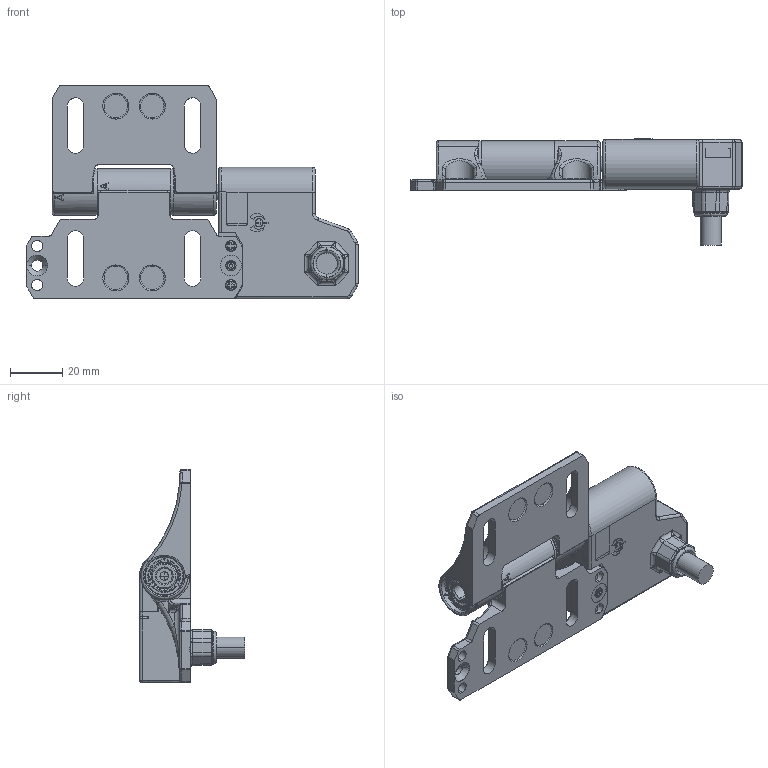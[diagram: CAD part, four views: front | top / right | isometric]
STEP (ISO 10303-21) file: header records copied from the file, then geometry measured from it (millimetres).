
FILE_DESCRIPTION((''),'2;1');
FILE_NAME('210923_ASM','2019-03-15T09:35:36',('pdmadmin'),('BANNER ENGINEERING'),'CREO PARAMETRIC BY PTC INC, 2018300','CREO PARAMETRIC BY PTC INC, 2018300','');
FILE_SCHEMA(('CONFIG_CONTROL_DESIGN'));
Length unit declared in the file: millimetre
Products named in the file (4): 807131_PART_1; 807131_PART_2; 807131_ASM; 210923_ASM
Assembly tree (3 placements, depth 3):
  210923_ASM
    807131_ASM
      807131_PART_1
      807131_PART_2
Bounding box: 127.5 x 40.7 x 82 mm (x, y, z)
Volume: 61446.7 mm3; surface area: 38303.1 mm2
Topology: 2 solids, 2 shells, 2159 faces, 5415 edges, 3295 vertices
Faces by surface type: plane 878, cylinder 772, torus 193, bspline 189, sphere 69, cone 58
Entity records: 73808 total; most frequent: CARTESIAN_POINT 23210, ORIENTED_EDGE 10702, DIRECTION 10444, EDGE_CURVE 5351, AXIS2_PLACEMENT_3D 3838, VERTEX_POINT 3295, VECTOR 2768, LINE 2768
